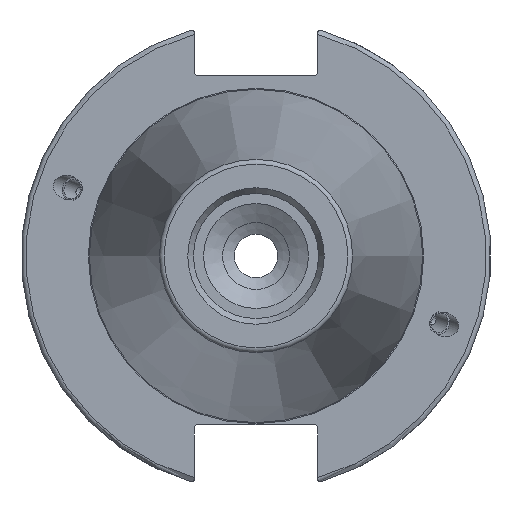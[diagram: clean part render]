
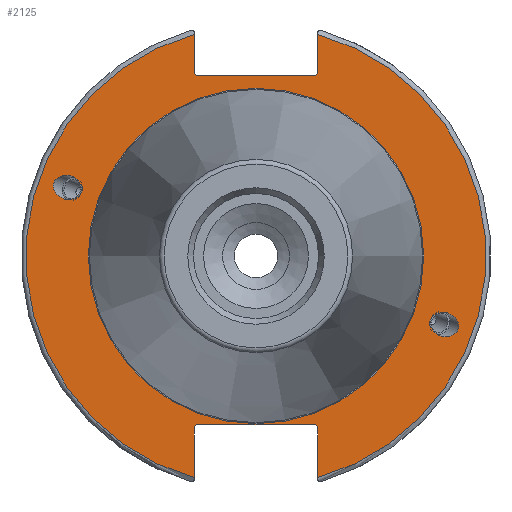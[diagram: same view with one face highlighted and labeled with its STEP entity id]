
A CAD part, left-side view. The second image highlights one B-rep face of the part: STEP entity #2125.
In plain terms, the highlighted planar face has unit normal (-1, 0, 0).
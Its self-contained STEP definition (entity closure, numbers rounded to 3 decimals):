
#88=ELLIPSE('',#2338,3.052,2.5);
#89=ELLIPSE('',#2372,3.052,2.5);
#196=FACE_BOUND('',#446,.T.);
#197=FACE_BOUND('',#447,.T.);
#198=FACE_BOUND('',#448,.T.);
#220=PLANE('',#2382);
#308=FACE_OUTER_BOUND('',#445,.T.);
#445=EDGE_LOOP('',(#1661,#1662,#1663,#1664,#1665,#1666,#1667,#1668,#1669,
#1670,#1671,#1672));
#446=EDGE_LOOP('',(#1673));
#447=EDGE_LOOP('',(#1674));
#448=EDGE_LOOP('',(#1675));
#583=LINE('',#3805,#715);
#584=LINE('',#3807,#716);
#585=LINE('',#3809,#717);
#586=LINE('',#3811,#718);
#587=LINE('',#3813,#719);
#588=LINE('',#3817,#720);
#589=LINE('',#3819,#721);
#590=LINE('',#3821,#722);
#591=LINE('',#3823,#723);
#592=LINE('',#3824,#724);
#715=VECTOR('',#2787,10.);
#716=VECTOR('',#2788,10.);
#717=VECTOR('',#2789,10.);
#718=VECTOR('',#2790,10.);
#719=VECTOR('',#2791,10.);
#720=VECTOR('',#2794,10.);
#721=VECTOR('',#2795,10.);
#722=VECTOR('',#2796,10.);
#723=VECTOR('',#2797,10.);
#724=VECTOR('',#2798,10.);
#855=CIRCLE('',#2380,35.125);
#857=CIRCLE('',#2383,48.213);
#858=CIRCLE('',#2384,48.213);
#970=VERTEX_POINT('',#3522);
#1008=VERTEX_POINT('',#3781);
#1013=VERTEX_POINT('',#3796);
#1014=VERTEX_POINT('',#3801);
#1015=VERTEX_POINT('',#3802);
#1016=VERTEX_POINT('',#3804);
#1017=VERTEX_POINT('',#3806);
#1018=VERTEX_POINT('',#3808);
#1019=VERTEX_POINT('',#3810);
#1020=VERTEX_POINT('',#3812);
#1021=VERTEX_POINT('',#3814);
#1022=VERTEX_POINT('',#3816);
#1023=VERTEX_POINT('',#3818);
#1024=VERTEX_POINT('',#3820);
#1025=VERTEX_POINT('',#3822);
#1197=EDGE_CURVE('',#970,#970,#88,.T.);
#1248=EDGE_CURVE('',#1008,#1008,#89,.T.);
#1255=EDGE_CURVE('',#1013,#1013,#855,.T.);
#1257=EDGE_CURVE('',#1014,#1015,#857,.T.);
#1258=EDGE_CURVE('',#1014,#1016,#583,.T.);
#1259=EDGE_CURVE('',#1017,#1016,#584,.T.);
#1260=EDGE_CURVE('',#1017,#1018,#585,.T.);
#1261=EDGE_CURVE('',#1019,#1018,#586,.T.);
#1262=EDGE_CURVE('',#1019,#1020,#587,.T.);
#1263=EDGE_CURVE('',#1021,#1020,#858,.T.);
#1264=EDGE_CURVE('',#1021,#1022,#588,.T.);
#1265=EDGE_CURVE('',#1023,#1022,#589,.T.);
#1266=EDGE_CURVE('',#1023,#1024,#590,.T.);
#1267=EDGE_CURVE('',#1025,#1024,#591,.T.);
#1268=EDGE_CURVE('',#1025,#1015,#592,.T.);
#1661=ORIENTED_EDGE('',*,*,#1257,.F.);
#1662=ORIENTED_EDGE('',*,*,#1258,.T.);
#1663=ORIENTED_EDGE('',*,*,#1259,.F.);
#1664=ORIENTED_EDGE('',*,*,#1260,.T.);
#1665=ORIENTED_EDGE('',*,*,#1261,.F.);
#1666=ORIENTED_EDGE('',*,*,#1262,.T.);
#1667=ORIENTED_EDGE('',*,*,#1263,.F.);
#1668=ORIENTED_EDGE('',*,*,#1264,.T.);
#1669=ORIENTED_EDGE('',*,*,#1265,.F.);
#1670=ORIENTED_EDGE('',*,*,#1266,.T.);
#1671=ORIENTED_EDGE('',*,*,#1267,.F.);
#1672=ORIENTED_EDGE('',*,*,#1268,.T.);
#1673=ORIENTED_EDGE('',*,*,#1197,.T.);
#1674=ORIENTED_EDGE('',*,*,#1248,.T.);
#1675=ORIENTED_EDGE('',*,*,#1255,.F.);
#2125=ADVANCED_FACE('',(#308,#196,#197,#198),#220,.T.);
#2338=AXIS2_PLACEMENT_3D('',#3524,#2677,#2678);
#2372=AXIS2_PLACEMENT_3D('',#3783,#2761,#2762);
#2380=AXIS2_PLACEMENT_3D('',#3798,#2779,#2780);
#2382=AXIS2_PLACEMENT_3D('',#3800,#2783,#2784);
#2383=AXIS2_PLACEMENT_3D('',#3803,#2785,#2786);
#2384=AXIS2_PLACEMENT_3D('',#3815,#2792,#2793);
#2677=DIRECTION('center_axis',(1.,0.,0.));
#2678=DIRECTION('ref_axis',(0.,-0.94,-0.342));
#2761=DIRECTION('center_axis',(1.,0.,0.));
#2762=DIRECTION('ref_axis',(0.,0.94,0.342));
#2779=DIRECTION('center_axis',(-1.,0.,0.));
#2780=DIRECTION('ref_axis',(0.,-1.,0.));
#2783=DIRECTION('center_axis',(-1.,0.,0.));
#2784=DIRECTION('ref_axis',(0.,0.,1.));
#2785=DIRECTION('center_axis',(1.,0.,0.));
#2786=DIRECTION('ref_axis',(0.,-1.,0.));
#2787=DIRECTION('',(0.,0.,-1.));
#2788=DIRECTION('',(0.,-0.707,0.707));
#2789=DIRECTION('',(0.,1.,0.));
#2790=DIRECTION('',(0.,-0.707,-0.707));
#2791=DIRECTION('',(0.,0.,1.));
#2792=DIRECTION('center_axis',(1.,0.,0.));
#2793=DIRECTION('ref_axis',(0.,1.,0.));
#2794=DIRECTION('',(0.,0.,1.));
#2795=DIRECTION('',(0.,0.707,-0.707));
#2796=DIRECTION('',(0.,-1.,0.));
#2797=DIRECTION('',(0.,0.707,0.707));
#2798=DIRECTION('',(0.,0.,-1.));
#3522=CARTESIAN_POINT('',(3.175,-36.599,-13.321));
#3524=CARTESIAN_POINT('Origin',(3.175,-39.467,-14.365));
#3781=CARTESIAN_POINT('',(3.175,36.599,13.321));
#3783=CARTESIAN_POINT('Origin',(3.175,39.467,14.365));
#3796=CARTESIAN_POINT('',(3.175,0.,35.125));
#3798=CARTESIAN_POINT('Origin',(3.175,0.,0.));
#3800=CARTESIAN_POINT('Origin',(3.175,49.213,0.));
#3801=CARTESIAN_POINT('',(3.175,-12.95,46.441));
#3802=CARTESIAN_POINT('',(3.175,-12.95,-46.441));
#3803=CARTESIAN_POINT('Origin',(3.175,0.,0.));
#3804=CARTESIAN_POINT('',(3.175,-12.95,38.219));
#3805=CARTESIAN_POINT('',(3.175,-12.95,18.86));
#3806=CARTESIAN_POINT('',(3.175,-12.45,37.719));
#3807=CARTESIAN_POINT('',(3.175,12.27,12.999));
#3808=CARTESIAN_POINT('',(3.175,12.45,37.719));
#3809=CARTESIAN_POINT('',(3.175,24.606,37.719));
#3810=CARTESIAN_POINT('',(3.175,12.95,38.219));
#3811=CARTESIAN_POINT('',(3.175,12.336,37.605));
#3812=CARTESIAN_POINT('',(3.175,12.95,46.441));
#3813=CARTESIAN_POINT('',(3.175,12.95,18.86));
#3814=CARTESIAN_POINT('',(3.175,12.95,-46.441));
#3815=CARTESIAN_POINT('Origin',(3.175,0.,0.));
#3816=CARTESIAN_POINT('',(3.175,12.95,-35.806));
#3817=CARTESIAN_POINT('',(3.175,12.95,-17.653));
#3818=CARTESIAN_POINT('',(3.175,12.45,-35.306));
#3819=CARTESIAN_POINT('',(3.175,12.939,-35.795));
#3820=CARTESIAN_POINT('',(3.175,-12.45,-35.306));
#3821=CARTESIAN_POINT('',(3.175,24.606,-35.306));
#3822=CARTESIAN_POINT('',(3.175,-12.95,-35.806));
#3823=CARTESIAN_POINT('',(3.175,11.667,-11.189));
#3824=CARTESIAN_POINT('',(3.175,-12.95,-17.653));
